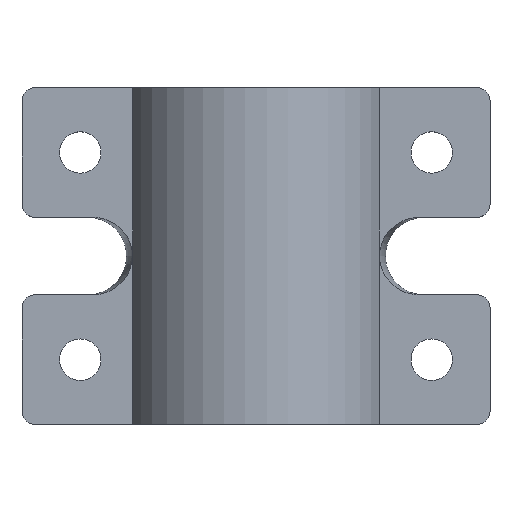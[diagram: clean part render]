
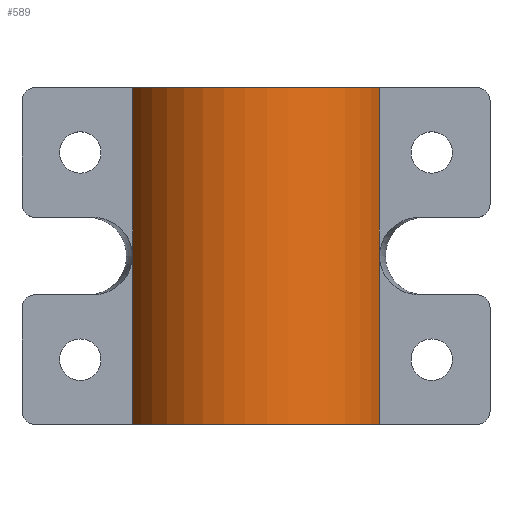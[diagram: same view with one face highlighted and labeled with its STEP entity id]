
A CAD part, top view. The second image highlights one B-rep face of the part: STEP entity #589.
In plain terms, the highlighted cylindrical face has radius 10 mm (diameter 20 mm), a partial arc.
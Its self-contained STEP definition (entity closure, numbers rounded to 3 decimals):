
#23=CYLINDRICAL_SURFACE('',#638,10.);
#45=FACE_OUTER_BOUND('',#77,.T.);
#77=EDGE_LOOP('',(#404,#405,#406,#407,#408,#409));
#118=LINE('',#921,#168);
#119=LINE('',#923,#169);
#120=LINE('',#927,#170);
#121=LINE('',#929,#171);
#168=VECTOR('',#716,10.);
#169=VECTOR('',#717,10.);
#170=VECTOR('',#720,10.);
#171=VECTOR('',#721,10.);
#218=CIRCLE('',#639,10.);
#219=CIRCLE('',#640,10.);
#254=VERTEX_POINT('',#895);
#256=VERTEX_POINT('',#920);
#257=VERTEX_POINT('',#922);
#258=VERTEX_POINT('',#924);
#259=VERTEX_POINT('',#926);
#260=VERTEX_POINT('',#928);
#315=EDGE_CURVE('',#256,#254,#118,.T.);
#316=EDGE_CURVE('',#254,#257,#119,.T.);
#317=EDGE_CURVE('',#258,#257,#218,.T.);
#318=EDGE_CURVE('',#258,#259,#120,.T.);
#319=EDGE_CURVE('',#259,#260,#121,.T.);
#320=EDGE_CURVE('',#256,#260,#219,.T.);
#404=ORIENTED_EDGE('',*,*,#315,.T.);
#405=ORIENTED_EDGE('',*,*,#316,.T.);
#406=ORIENTED_EDGE('',*,*,#317,.F.);
#407=ORIENTED_EDGE('',*,*,#318,.T.);
#408=ORIENTED_EDGE('',*,*,#319,.T.);
#409=ORIENTED_EDGE('',*,*,#320,.F.);
#589=ADVANCED_FACE('',(#45),#23,.T.);
#638=AXIS2_PLACEMENT_3D('',#919,#714,#715);
#639=AXIS2_PLACEMENT_3D('',#925,#718,#719);
#640=AXIS2_PLACEMENT_3D('',#930,#722,#723);
#714=DIRECTION('center_axis',(0.,-1.,0.));
#715=DIRECTION('ref_axis',(-1.,0.,0.));
#716=DIRECTION('',(0.,1.,0.));
#717=DIRECTION('',(0.,1.,0.));
#718=DIRECTION('center_axis',(0.,1.,0.));
#719=DIRECTION('ref_axis',(-1.,0.,0.));
#720=DIRECTION('',(0.,-1.,0.));
#721=DIRECTION('',(0.,-1.,0.));
#722=DIRECTION('center_axis',(0.,-1.,0.));
#723=DIRECTION('ref_axis',(-1.,0.,0.));
#895=CARTESIAN_POINT('',(9.539,-13.,3.));
#919=CARTESIAN_POINT('Origin',(0.,0.,0.));
#920=CARTESIAN_POINT('',(9.539,-26.,3.));
#921=CARTESIAN_POINT('',(9.539,0.,3.));
#922=CARTESIAN_POINT('',(9.539,0.,3.));
#923=CARTESIAN_POINT('',(9.539,0.,3.));
#924=CARTESIAN_POINT('',(-9.539,0.,3.));
#925=CARTESIAN_POINT('Origin',(0.,0.,0.));
#926=CARTESIAN_POINT('',(-9.539,-13.,3.));
#927=CARTESIAN_POINT('',(-9.539,0.,3.));
#928=CARTESIAN_POINT('',(-9.539,-26.,3.));
#929=CARTESIAN_POINT('',(-9.539,0.,3.));
#930=CARTESIAN_POINT('Origin',(0.,-26.,0.));
